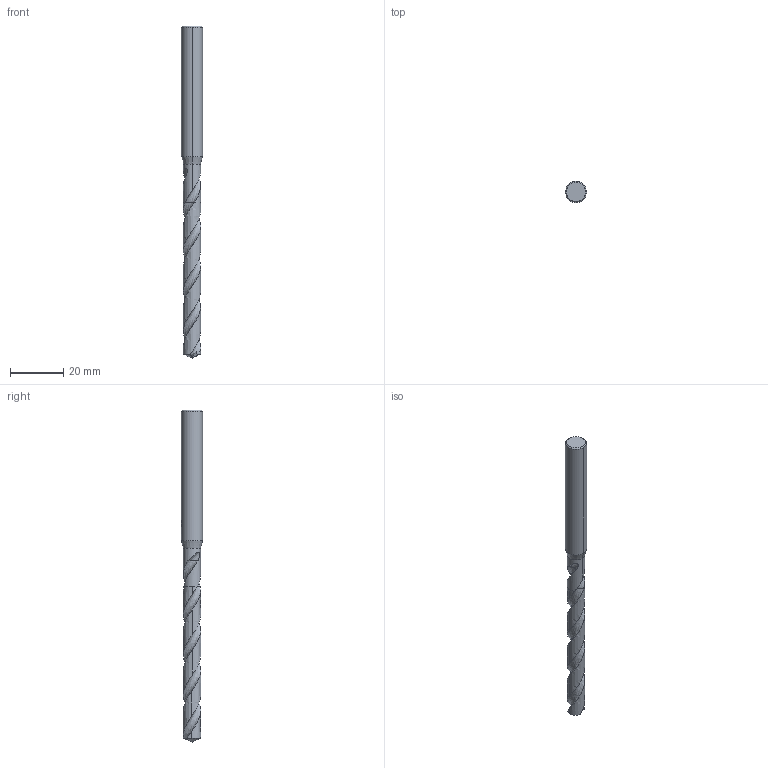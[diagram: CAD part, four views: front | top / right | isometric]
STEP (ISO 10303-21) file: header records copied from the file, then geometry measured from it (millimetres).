
FILE_DESCRIPTION(('no description'),'unknown implementation level');
FILE_NAME('solid5AIIe_XXVei9PexkwYjOLO8yfvg_1.STP',' ',('CIM GmbH Aachen'),('CADClick - KiM GmbH - www.kimweb.de'),'unknown preprocess','ACIS','unknown authorization');
FILE_SCHEMA(('automotive_design'));
Length unit declared in the file: millimetre
Products named in the file (2): 1; 2
Bounding box: 8 x 8 x 125 mm (x, y, z)
Volume: 4402.4 mm3; surface area: 3013.9 mm2
Topology: 2 solids, 2 shells, 60 faces, 163 edges, 103 vertices
Faces by surface type: cone 22, plane 20, cylinder 12, bspline 4, revolution 2
Entity records: 14563 total; most frequent: CARTESIAN_POINT 11367, STYLED_ITEM 324, PRESENTATION_STYLE_ASSIGNMENT 324, COLOUR_RGB 324, ORIENTED_EDGE 318, DIRECTION 235, EDGE_CURVE 159, CURVE_STYLE 159
